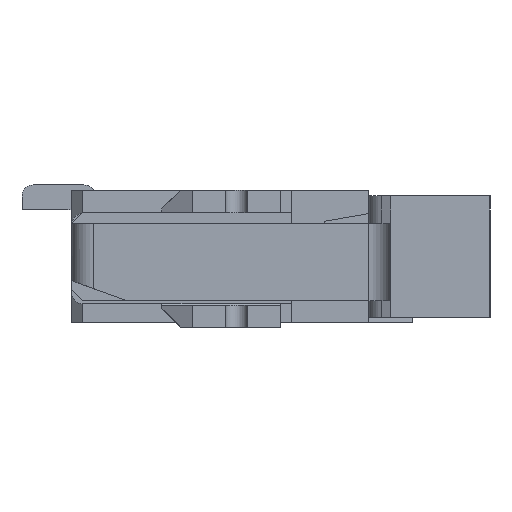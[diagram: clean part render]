
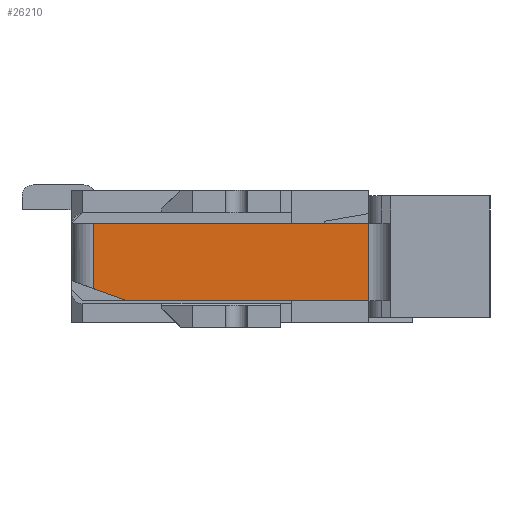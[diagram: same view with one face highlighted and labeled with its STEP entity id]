
A CAD part, left-side view. The second image highlights one B-rep face of the part: STEP entity #26210.
In plain terms, the highlighted planar face has unit normal (-1, 0, 0).
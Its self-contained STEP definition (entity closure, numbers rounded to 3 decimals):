
#7556=ORIENTED_EDGE('',*,*,#11916,.F.);
#7557=ORIENTED_EDGE('',*,*,#11926,.T.);
#7558=ORIENTED_EDGE('',*,*,#11927,.T.);
#7559=ORIENTED_EDGE('',*,*,#11925,.T.);
#7560=ORIENTED_EDGE('',*,*,#11928,.T.);
#11916=EDGE_CURVE('',#14603,#14604,#17974,.T.);
#11925=EDGE_CURVE('',#14607,#14609,#17981,.T.);
#11926=EDGE_CURVE('',#14603,#14610,#17982,.F.);
#11927=EDGE_CURVE('',#14610,#14607,#17983,.T.);
#11928=EDGE_CURVE('',#14609,#14604,#17984,.T.);
#14603=VERTEX_POINT('',#41566);
#14604=VERTEX_POINT('',#41568);
#14607=VERTEX_POINT('',#41579);
#14609=VERTEX_POINT('',#41583);
#14610=VERTEX_POINT('',#41587);
#17974=LINE('',#41567,#21396);
#17981=LINE('',#41584,#21403);
#17982=LINE('',#41586,#21404);
#17983=LINE('',#41588,#21405);
#17984=LINE('',#41589,#21406);
#21396=VECTOR('',#33914,1000.);
#21403=VECTOR('',#33929,1000.);
#21404=VECTOR('',#33932,1000.);
#21405=VECTOR('',#33933,1000.);
#21406=VECTOR('',#33934,1000.);
#22787=EDGE_LOOP('',(#7556,#7557,#7558,#7559,#7560));
#24003=FACE_BOUND('',#22787,.T.);
#25057=PLANE('',#27812);
#26210=ADVANCED_FACE('',(#24003),#25057,.F.);
#27812=AXIS2_PLACEMENT_3D('',#41585,#33930,#33931);
#33914=DIRECTION('',(0.,1.,0.));
#33929=DIRECTION('',(0.,1.,0.));
#33930=DIRECTION('',(1.,0.,0.));
#33931=DIRECTION('',(0.,0.,-1.));
#33932=DIRECTION('',(0.,0.,-1.));
#33933=DIRECTION('',(0.,0.94,0.342));
#33934=DIRECTION('',(0.,0.,-1.));
#41566=CARTESIAN_POINT('',(-11.4,-3.15,-0.3));
#41567=CARTESIAN_POINT('',(-11.4,-3.35,-0.3));
#41568=CARTESIAN_POINT('',(-11.4,-0.65,-0.3));
#41579=CARTESIAN_POINT('',(-11.4,-2.85,0.4));
#41583=CARTESIAN_POINT('',(-11.4,-0.65,0.4));
#41584=CARTESIAN_POINT('',(-11.4,-3.35,0.4));
#41585=CARTESIAN_POINT('',(-11.4,-3.35,0.4));
#41586=CARTESIAN_POINT('',(-11.4,-3.15,0.218));
#41587=CARTESIAN_POINT('',(-11.4,-3.15,0.291));
#41588=CARTESIAN_POINT('',(-11.4,-3.35,0.218));
#41589=CARTESIAN_POINT('',(-11.4,-0.65,0.4));
